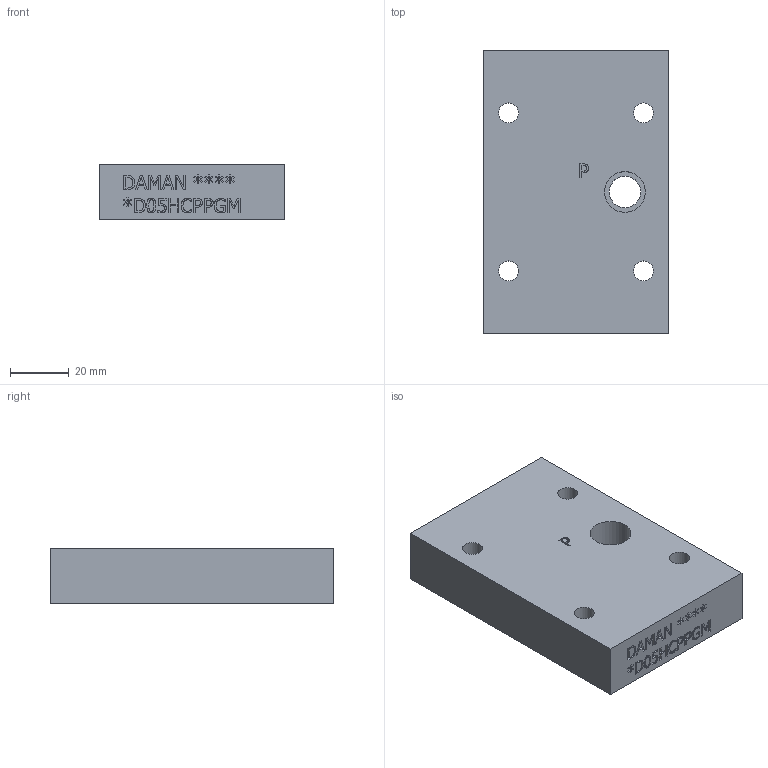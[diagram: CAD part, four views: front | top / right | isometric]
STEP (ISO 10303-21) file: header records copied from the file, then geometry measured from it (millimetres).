
FILE_DESCRIPTION(/* description */ (''),/* implementation_level */ '2;1');
FILE_NAME(/* name */ '_D05HCPPGM.stp',/* time_stamp */ '2020-05-20T13:29:02-04:00',/* author */ ('dominicc'),/* organization */ (''),/* preprocessor_version */ 'ST-DEVELOPER v17',/* originating_system */ 'Autodesk Inventor 2019',/* authorisation */ '');
FILE_SCHEMA (('AUTOMOTIVE_DESIGN { 1 0 10303 214 3 1 1 }'));
Length unit declared in the file: millimetre
Products named in the file (1): Part__D05HCPPGM_3D
Bounding box: 63.5 x 96.82 x 19.05 mm (x, y, z)
Volume: 109923.1 mm3; surface area: 21247.1 mm2
Topology: 1 solids, 1 shells, 369 faces, 1010 edges, 680 vertices
Faces by surface type: plane 259, bspline 95, cylinder 15
Full cylindrical faces by diameter (mm): 6.807 x4, 10.719 x1, 11.125 x1, 13.868 x1, 15.875 x6
Entity records: 12473 total; most frequent: CARTESIAN_POINT 3295, ORIENTED_EDGE 2020, DIRECTION 1420, EDGE_CURVE 1010, LINE 770, VECTOR 770, VERTEX_POINT 680, EDGE_LOOP 416
